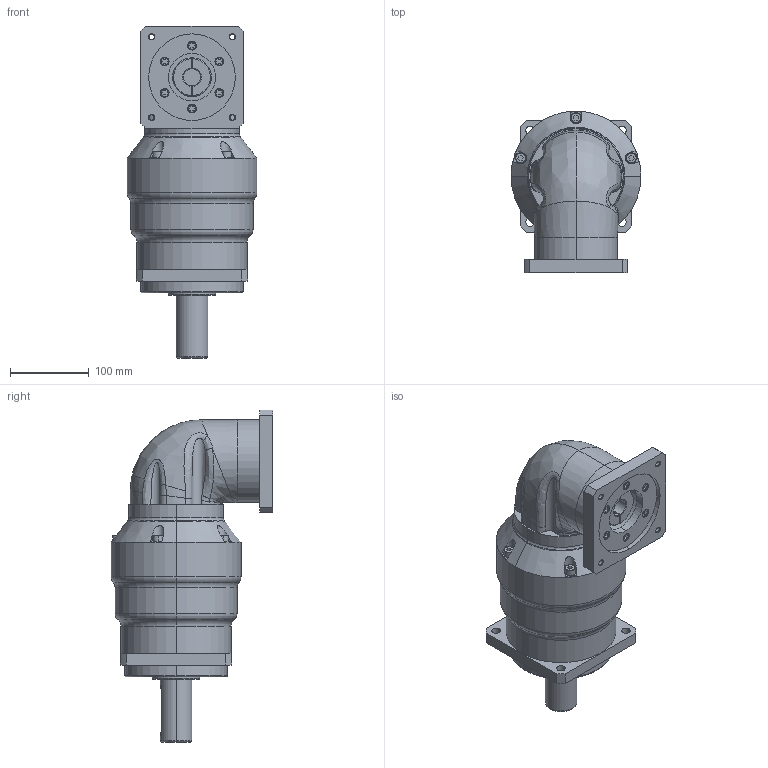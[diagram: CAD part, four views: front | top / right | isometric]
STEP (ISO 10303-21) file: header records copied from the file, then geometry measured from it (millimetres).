
FILE_DESCRIPTION((''),'2;1');
FILE_NAME('EVB142-L3-S2_ASM','2022-06-14T11:18:36',('Administrator'),(''),'CREO PARAMETRIC BY PTC INC, 2019010','CREO PARAMETRIC BY PTC INC, 2019010','');
FILE_SCHEMA(('CONFIG_CONTROL_DESIGN'));
Length unit declared in the file: millimetre
Products named in the file (4): 300; __20001; EVB142-L3-S2_1_ASM; EVB142-L3-S2_ASM
Assembly tree (3 placements, depth 3):
  EVB142-L3-S2_ASM
    EVB142-L3-S2_1_ASM
      300
      __20001
Bounding box: 165 x 205.5 x 421.7 mm (x, y, z)
Volume: 5273956.7 mm3; surface area: 309492.5 mm2
Topology: 2 solids, 2 shells, 339 faces, 816 edges, 522 vertices
Faces by surface type: plane 142, cylinder 103, torus 38, bspline 36, cone 20
Entity records: 14851 total; most frequent: CARTESIAN_POINT 6916, ORIENTED_EDGE 1624, DIRECTION 1603, EDGE_CURVE 812, AXIS2_PLACEMENT_3D 613, VERTEX_POINT 522, EDGE_LOOP 400, VECTOR 377
